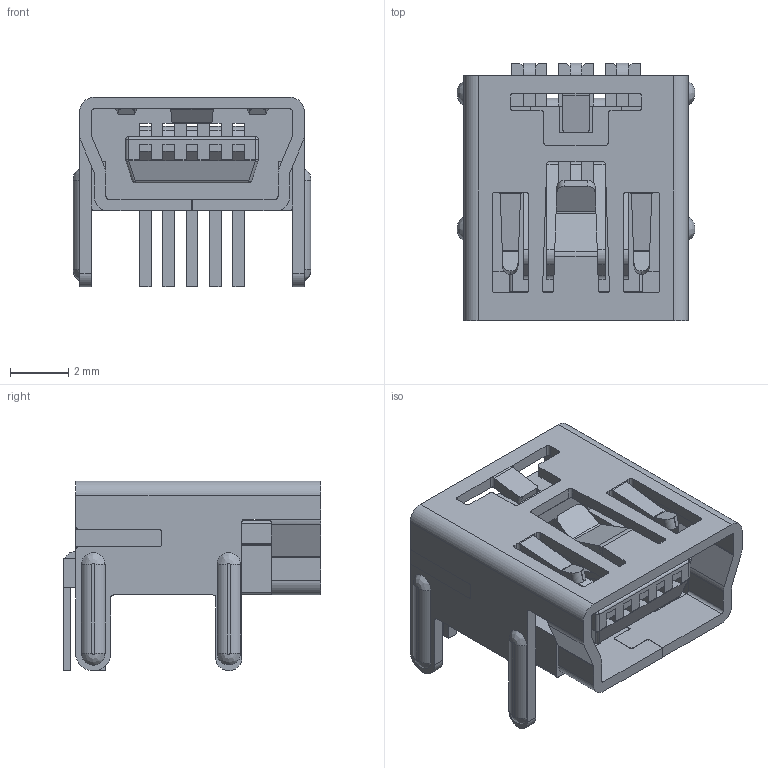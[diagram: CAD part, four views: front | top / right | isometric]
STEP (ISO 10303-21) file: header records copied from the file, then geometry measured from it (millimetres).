
FILE_DESCRIPTION((''),'2;1');
FILE_NAME('WURTH_651005136521.stp','2011-03-07T10:05:00',(''),(''),'Mechanical Desktop 2011','Mechanical Desktop 2011',', , ');
FILE_SCHEMA(('AUTOMOTIVE_DESIGN { 1 2 10303 214 1 1 1 1 }'));
Length unit declared in the file: millimetre
Products named in the file (1): Product
Bounding box: 8.15 x 8.82 x 6.5 mm (x, y, z)
Volume: 138.6 mm3; surface area: 738.4 mm2
Topology: 7 solids, 7 shells, 546 faces, 1521 edges, 974 vertices
Faces by surface type: plane 329, cylinder 187, bspline 24, sphere 6
Entity records: 17821 total; most frequent: CARTESIAN_POINT 3598, ORIENTED_EDGE 3034, DIRECTION 2901, EDGE_CURVE 1517, VECTOR 1107, LINE 1107, VERTEX_POINT 974, AXIS2_PLACEMENT_3D 897
